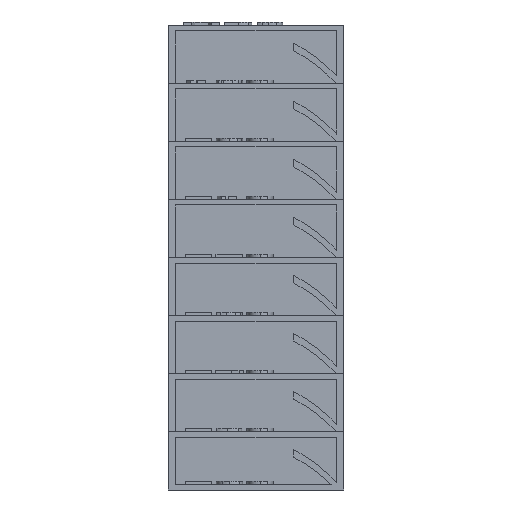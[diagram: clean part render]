
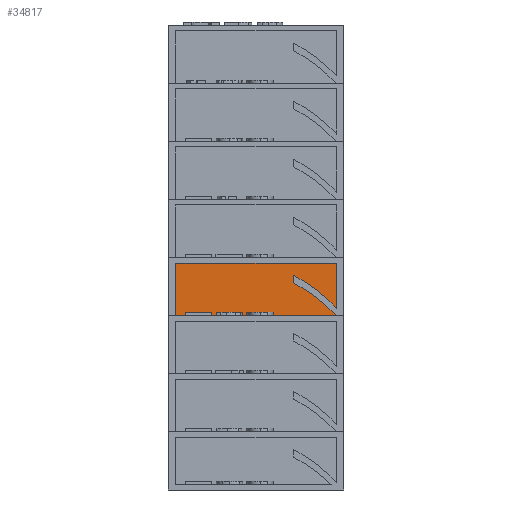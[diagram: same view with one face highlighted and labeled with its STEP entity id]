
A CAD part, front view. The second image highlights one B-rep face of the part: STEP entity #34817.
In plain terms, the highlighted planar face has unit normal (0, -1, 0).
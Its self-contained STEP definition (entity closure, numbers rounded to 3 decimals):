
#33874 = PLANE('',#33875);
#33875 = AXIS2_PLACEMENT_3D('',#33876,#33877,#33878);
#33876 = CARTESIAN_POINT('',(0.,2.331,29.7));
#33877 = DIRECTION('',(0.,0.,1.));
#33878 = DIRECTION('',(1.,0.,0.));
#34011 = VERTEX_POINT('',#34012);
#34012 = CARTESIAN_POINT('',(13.7,3.7,29.7));
#34026 = PLANE('',#34027);
#34027 = AXIS2_PLACEMENT_3D('',#34028,#34029,#34030);
#34028 = CARTESIAN_POINT('',(13.7,-5.,29.7));
#34029 = DIRECTION('',(-1.,0.,0.));
#34030 = DIRECTION('',(0.,1.,0.));
#34038 = EDGE_CURVE('',#34011,#34039,#34041,.T.);
#34039 = VERTEX_POINT('',#34040);
#34040 = CARTESIAN_POINT('',(-13.7,3.7,29.7));
#34041 = SURFACE_CURVE('',#34042,(#34046,#34053),.PCURVE_S1.);
#34042 = LINE('',#34043,#34044);
#34043 = CARTESIAN_POINT('',(13.7,3.7,29.7));
#34044 = VECTOR('',#34045,1.);
#34045 = DIRECTION('',(-1.,0.,0.));
#34046 = PCURVE('',#33874,#34047);
#34047 = DEFINITIONAL_REPRESENTATION('',(#34048),#34052);
#34048 = LINE('',#34049,#34050);
#34049 = CARTESIAN_POINT('',(13.7,1.369));
#34050 = VECTOR('',#34051,1.);
#34051 = DIRECTION('',(-1.,0.));
#34052 = ( GEOMETRIC_REPRESENTATION_CONTEXT(2) 
PARAMETRIC_REPRESENTATION_CONTEXT() REPRESENTATION_CONTEXT('2D SPACE',''
  ) );
#34053 = PCURVE('',#34054,#34059);
#34054 = PLANE('',#34055);
#34055 = AXIS2_PLACEMENT_3D('',#34056,#34057,#34058);
#34056 = CARTESIAN_POINT('',(13.7,3.7,29.7));
#34057 = DIRECTION('',(0.,-1.,0.));
#34058 = DIRECTION('',(-1.,0.,0.));
#34059 = DEFINITIONAL_REPRESENTATION('',(#34060),#34064);
#34060 = LINE('',#34061,#34062);
#34061 = CARTESIAN_POINT('',(0.,-0.));
#34062 = VECTOR('',#34063,1.);
#34063 = DIRECTION('',(1.,0.));
#34064 = ( GEOMETRIC_REPRESENTATION_CONTEXT(2) 
PARAMETRIC_REPRESENTATION_CONTEXT() REPRESENTATION_CONTEXT('2D SPACE',''
  ) );
#34082 = PLANE('',#34083);
#34083 = AXIS2_PLACEMENT_3D('',#34084,#34085,#34086);
#34084 = CARTESIAN_POINT('',(-13.7,3.7,29.7));
#34085 = DIRECTION('',(1.,0.,0.));
#34086 = DIRECTION('',(0.,-1.,0.));
#34367 = PLANE('',#34368);
#34368 = AXIS2_PLACEMENT_3D('',#34369,#34370,#34371);
#34369 = CARTESIAN_POINT('',(0.,0.,38.7));
#34370 = DIRECTION('',(0.,0.,1.));
#34371 = DIRECTION('',(1.,0.,0.));
#34774 = VERTEX_POINT('',#34775);
#34775 = CARTESIAN_POINT('',(13.7,3.7,38.7));
#34796 = EDGE_CURVE('',#34011,#34774,#34797,.T.);
#34797 = SURFACE_CURVE('',#34798,(#34802,#34809),.PCURVE_S1.);
#34798 = LINE('',#34799,#34800);
#34799 = CARTESIAN_POINT('',(13.7,3.7,29.7));
#34800 = VECTOR('',#34801,1.);
#34801 = DIRECTION('',(0.,0.,1.));
#34802 = PCURVE('',#34026,#34803);
#34803 = DEFINITIONAL_REPRESENTATION('',(#34804),#34808);
#34804 = LINE('',#34805,#34806);
#34805 = CARTESIAN_POINT('',(8.7,0.));
#34806 = VECTOR('',#34807,1.);
#34807 = DIRECTION('',(0.,-1.));
#34808 = ( GEOMETRIC_REPRESENTATION_CONTEXT(2) 
PARAMETRIC_REPRESENTATION_CONTEXT() REPRESENTATION_CONTEXT('2D SPACE',''
  ) );
#34809 = PCURVE('',#34054,#34810);
#34810 = DEFINITIONAL_REPRESENTATION('',(#34811),#34815);
#34811 = LINE('',#34812,#34813);
#34812 = CARTESIAN_POINT('',(0.,-0.));
#34813 = VECTOR('',#34814,1.);
#34814 = DIRECTION('',(0.,-1.));
#34815 = ( GEOMETRIC_REPRESENTATION_CONTEXT(2) 
PARAMETRIC_REPRESENTATION_CONTEXT() REPRESENTATION_CONTEXT('2D SPACE',''
  ) );
#34817 = ADVANCED_FACE('',(#34818),#34054,.T.);
#34818 = FACE_BOUND('',#34819,.T.);
#34819 = EDGE_LOOP('',(#34820,#34821,#34822,#34845));
#34820 = ORIENTED_EDGE('',*,*,#34038,.F.);
#34821 = ORIENTED_EDGE('',*,*,#34796,.T.);
#34822 = ORIENTED_EDGE('',*,*,#34823,.T.);
#34823 = EDGE_CURVE('',#34774,#34824,#34826,.T.);
#34824 = VERTEX_POINT('',#34825);
#34825 = CARTESIAN_POINT('',(-13.7,3.7,38.7));
#34826 = SURFACE_CURVE('',#34827,(#34831,#34838),.PCURVE_S1.);
#34827 = LINE('',#34828,#34829);
#34828 = CARTESIAN_POINT('',(6.85,3.7,38.7));
#34829 = VECTOR('',#34830,1.);
#34830 = DIRECTION('',(-1.,0.,0.));
#34831 = PCURVE('',#34054,#34832);
#34832 = DEFINITIONAL_REPRESENTATION('',(#34833),#34837);
#34833 = LINE('',#34834,#34835);
#34834 = CARTESIAN_POINT('',(6.85,-9.));
#34835 = VECTOR('',#34836,1.);
#34836 = DIRECTION('',(1.,0.));
#34837 = ( GEOMETRIC_REPRESENTATION_CONTEXT(2) 
PARAMETRIC_REPRESENTATION_CONTEXT() REPRESENTATION_CONTEXT('2D SPACE',''
  ) );
#34838 = PCURVE('',#34367,#34839);
#34839 = DEFINITIONAL_REPRESENTATION('',(#34840),#34844);
#34840 = LINE('',#34841,#34842);
#34841 = CARTESIAN_POINT('',(6.85,3.7));
#34842 = VECTOR('',#34843,1.);
#34843 = DIRECTION('',(-1.,0.));
#34844 = ( GEOMETRIC_REPRESENTATION_CONTEXT(2) 
PARAMETRIC_REPRESENTATION_CONTEXT() REPRESENTATION_CONTEXT('2D SPACE',''
  ) );
#34845 = ORIENTED_EDGE('',*,*,#34846,.F.);
#34846 = EDGE_CURVE('',#34039,#34824,#34847,.T.);
#34847 = SURFACE_CURVE('',#34848,(#34852,#34859),.PCURVE_S1.);
#34848 = LINE('',#34849,#34850);
#34849 = CARTESIAN_POINT('',(-13.7,3.7,29.7));
#34850 = VECTOR('',#34851,1.);
#34851 = DIRECTION('',(0.,0.,1.));
#34852 = PCURVE('',#34054,#34853);
#34853 = DEFINITIONAL_REPRESENTATION('',(#34854),#34858);
#34854 = LINE('',#34855,#34856);
#34855 = CARTESIAN_POINT('',(27.4,0.));
#34856 = VECTOR('',#34857,1.);
#34857 = DIRECTION('',(0.,-1.));
#34858 = ( GEOMETRIC_REPRESENTATION_CONTEXT(2) 
PARAMETRIC_REPRESENTATION_CONTEXT() REPRESENTATION_CONTEXT('2D SPACE',''
  ) );
#34859 = PCURVE('',#34082,#34860);
#34860 = DEFINITIONAL_REPRESENTATION('',(#34861),#34865);
#34861 = LINE('',#34862,#34863);
#34862 = CARTESIAN_POINT('',(0.,0.));
#34863 = VECTOR('',#34864,1.);
#34864 = DIRECTION('',(0.,-1.));
#34865 = ( GEOMETRIC_REPRESENTATION_CONTEXT(2) 
PARAMETRIC_REPRESENTATION_CONTEXT() REPRESENTATION_CONTEXT('2D SPACE',''
  ) );
